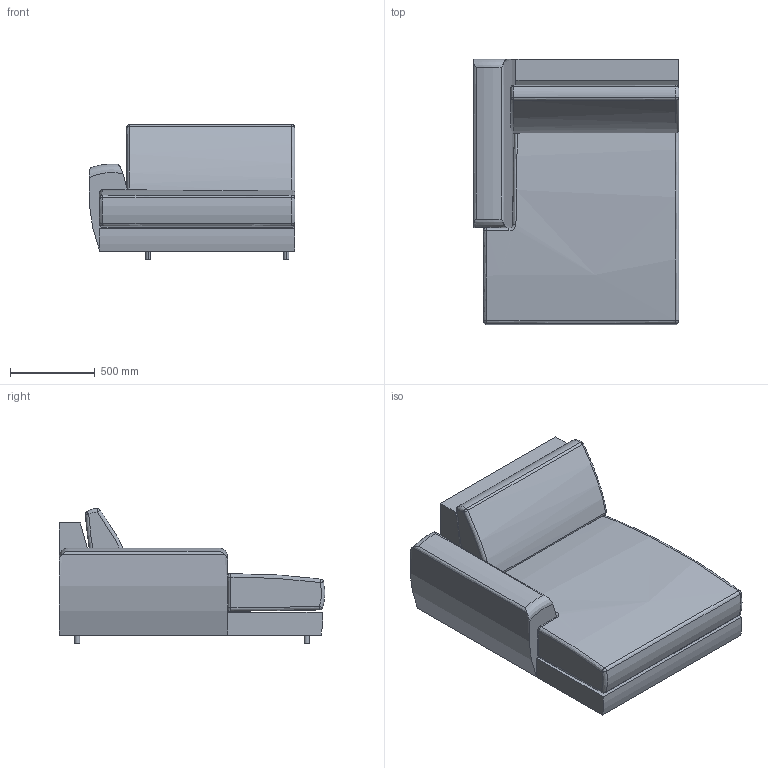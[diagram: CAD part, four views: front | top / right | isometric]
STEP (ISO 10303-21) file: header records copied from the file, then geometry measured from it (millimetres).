
FILE_DESCRIPTION(/* description */ (''),/* implementation_level */ '2;1');
FILE_NAME(/* name */ '800 Fashion chaise longue 115',/* time_stamp */ '2013-11-14T15:39:43+01:00',/* author */ (''),/* organization */ (''),/* preprocessor_version */ 'ST-DEVELOPER v10',/* originating_system */ '',/* authorisation */ '');
FILE_SCHEMA (('CONFIG_CONTROL_DESIGN'));
Length unit declared in the file: millimetre
Products named in the file (1): 1
Bounding box: 1211.59 x 1561.63 x 791.57 mm (x, y, z)
Volume: 462049165.6 mm3; surface area: 11516540.5 mm2
Topology: 7 solids, 8 shells, 102 faces, 201 edges, 114 vertices
Faces by surface type: bspline 102
Entity records: 3858 total; most frequent: CARTESIAN_POINT 2649, ORIENTED_EDGE 400, EDGE_CURVE 201, VERTEX_POINT 115, ADVANCED_FACE 102, FACE_OUTER_BOUND 102, EDGE_LOOP 102, B_SPLINE_CURVE_WITH_KNOTS 49
